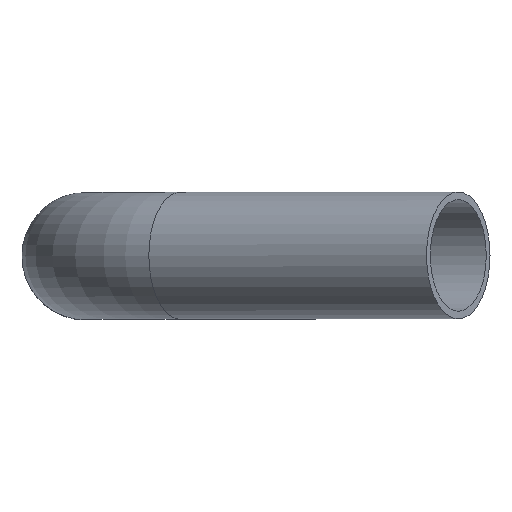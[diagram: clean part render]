
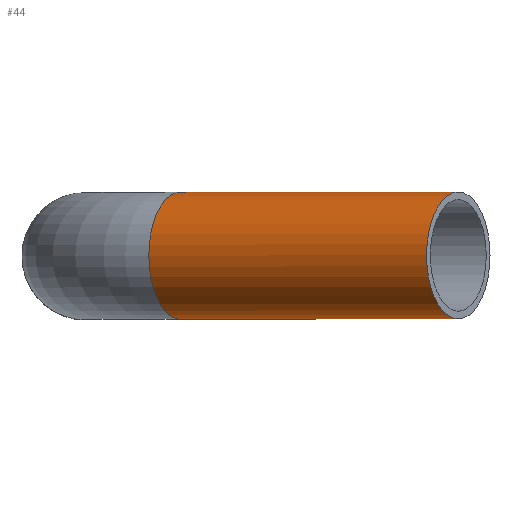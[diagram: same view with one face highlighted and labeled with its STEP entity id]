
A CAD part, top view. The second image highlights one B-rep face of the part: STEP entity #44.
In plain terms, the highlighted cylindrical face has radius 80 mm (diameter 160 mm), a full revolution.
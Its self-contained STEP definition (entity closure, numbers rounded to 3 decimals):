
#44 = ADVANCED_FACE( '', ( #89, #90 ), #91, .T. );
#89 = FACE_OUTER_BOUND( '', #128, .T. );
#90 = FACE_OUTER_BOUND( '', #129, .T. );
#91 = CYLINDRICAL_SURFACE( '', #130, 80. );
#128 = EDGE_LOOP( '', ( #173 ) );
#129 = EDGE_LOOP( '', ( #174 ) );
#130 = AXIS2_PLACEMENT_3D( '', #175, #176, #177 );
#173 = ORIENTED_EDGE( '', *, *, #189, .T. );
#174 = ORIENTED_EDGE( '', *, *, #197, .F. );
#175 = CARTESIAN_POINT( '', ( 470.342, 0., 814.656 ) );
#176 = DIRECTION( '', ( -0.866, 0., -0.5 ) );
#177 = DIRECTION( '', ( 0.5, 0., -0.866 ) );
#189 = EDGE_CURVE( '', #208, #208, #209, .T. );
#197 = EDGE_CURVE( '', #220, #220, #221, .T. );
#208 = VERTEX_POINT( '', #232 );
#209 = CIRCLE( '', #233, 80. );
#220 = VERTEX_POINT( '', #244 );
#221 = CIRCLE( '', #245, 80. );
#232 = CARTESIAN_POINT( '', ( 160., 0., 543.104 ) );
#233 = AXIS2_PLACEMENT_3D( '', #257, #258, #259 );
#244 = CARTESIAN_POINT( '', ( 510.342, 0., 745.374 ) );
#245 = AXIS2_PLACEMENT_3D( '', #269, #270, #271 );
#257 = CARTESIAN_POINT( '', ( 120., 0., 612.386 ) );
#258 = DIRECTION( '', ( 0.866, 0., 0.5 ) );
#259 = DIRECTION( '', ( 0.5, 0., -0.866 ) );
#269 = CARTESIAN_POINT( '', ( 470.342, 0., 814.656 ) );
#270 = DIRECTION( '', ( 0.866, 0., 0.5 ) );
#271 = DIRECTION( '', ( 0.5, 0., -0.866 ) );
